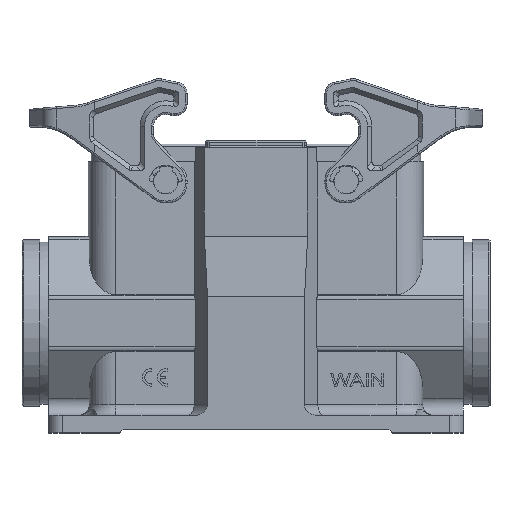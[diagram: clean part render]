
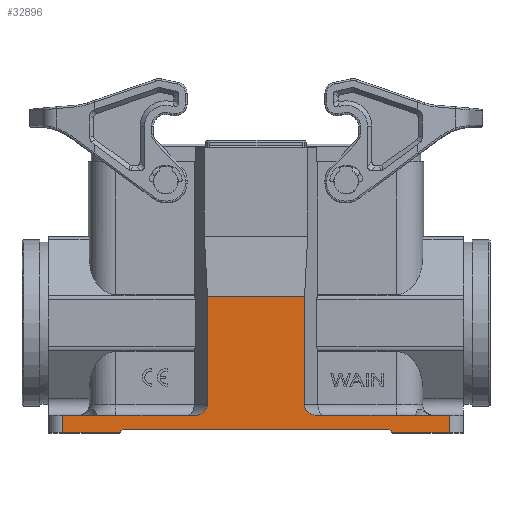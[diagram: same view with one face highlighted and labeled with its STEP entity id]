
A CAD part, top view. The second image highlights one B-rep face of the part: STEP entity #32896.
In plain terms, the highlighted planar face has unit normal (0, 0, 1).
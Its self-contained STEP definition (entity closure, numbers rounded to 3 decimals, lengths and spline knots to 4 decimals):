
#749=DIRECTION('',(-1.,0.,0.));
#750=VECTOR('',#749,2.9528);
#751=CARTESIAN_POINT('',(1.4862,-2.6811,1.122));
#752=LINE('',#751,#750);
#835=DIRECTION('',(-1.,0.,0.));
#836=VECTOR('',#835,0.6299);
#837=CARTESIAN_POINT('',(-1.5059,-2.7205,1.122));
#838=LINE('',#837,#836);
#891=DIRECTION('',(0.,1.,0.));
#892=VECTOR('',#891,0.1969);
#893=CARTESIAN_POINT('',(-2.1358,-2.7205,1.122));
#894=LINE('',#893,#892);
#933=DIRECTION('',(-1.,0.,0.));
#934=VECTOR('',#933,1.47);
#935=CARTESIAN_POINT('',(-0.6658,-2.5236,
1.122));
#936=LINE('',#935,#934);
#937=DIRECTION('',(0.,1.,0.));
#938=VECTOR('',#937,1.2008);
#939=CARTESIAN_POINT('',(0.5491,-2.4055,1.122));
#940=LINE('',#939,#938);
#941=DIRECTION('',(-1.,0.,0.));
#942=VECTOR('',#941,1.47);
#943=CARTESIAN_POINT('',(2.1555,-2.5236,1.122));
#944=LINE('',#943,#942);
#945=DIRECTION('',(0.707,-0.707,0.));
#946=VECTOR('',#945,0.0557);
#947=CARTESIAN_POINT('',(1.4862,-2.6811,1.122));
#948=LINE('',#947,#946);
#949=DIRECTION('',(0.707,0.707,0.));
#950=VECTOR('',#949,0.0557);
#951=CARTESIAN_POINT('',(-1.5059,-2.7205,1.122));
#952=LINE('',#951,#950);
#953=CARTESIAN_POINT('',(-0.6658,-2.5236,
1.122));
#954=CARTESIAN_POINT('',(-0.6621,-2.5236,
1.122));
#955=CARTESIAN_POINT('',(-0.6547,-2.5234,
1.122));
#956=CARTESIAN_POINT('',(-0.6437,-2.5222,
1.122));
#957=CARTESIAN_POINT('',(-0.6328,-2.5203,
1.122));
#958=CARTESIAN_POINT('',(-0.6223,-2.5176,
1.122));
#959=CARTESIAN_POINT('',(-0.6121,-2.5142,
1.122));
#960=CARTESIAN_POINT('',(-0.6024,-2.5102,
1.122));
#961=CARTESIAN_POINT('',(-0.5931,-2.5056,
1.122));
#962=CARTESIAN_POINT('',(-0.5844,-2.5004,
1.122));
#963=CARTESIAN_POINT('',(-0.5762,-2.4947,
1.122));
#964=CARTESIAN_POINT('',(-0.5687,-2.4886,
1.122));
#965=CARTESIAN_POINT('',(-0.5619,-2.4822,
1.122));
#966=CARTESIAN_POINT('',(-0.5556,-2.4753,
1.122));
#967=CARTESIAN_POINT('',(-0.5501,-2.4682,
1.122));
#968=CARTESIAN_POINT('',(-0.5452,-2.4608,
1.122));
#969=CARTESIAN_POINT('',(-0.5409,-2.4533,
1.122));
#970=CARTESIAN_POINT('',(-0.5374,-2.4455,
1.122));
#971=CARTESIAN_POINT('',(-0.5345,-2.4377,
1.122));
#972=CARTESIAN_POINT('',(-0.5322,-2.4297,
1.122));
#973=CARTESIAN_POINT('',(-0.5306,-2.4217,
1.122));
#974=CARTESIAN_POINT('',(-0.5296,-2.4136,
1.122));
#975=CARTESIAN_POINT('',(-0.5294,-2.4082,
1.122));
#976=CARTESIAN_POINT('',(-0.5294,-2.4055,
1.122));
#1247=DIRECTION('',(0.,1.,0.));
#1248=VECTOR('',#1247,1.2008);
#1249=CARTESIAN_POINT('',(-0.5294,-2.4055,
1.122));
#1250=LINE('',#1249,#1248);
#25739=DIRECTION('',(-1.,0.,0.));
#25740=VECTOR('',#25739,0.6299);
#25741=CARTESIAN_POINT('',(2.1555,-2.7205,
1.122));
#25742=LINE('',#25741,#25740);
#25889=DIRECTION('',(0.,-1.,0.));
#25890=VECTOR('',#25889,0.1969);
#25891=CARTESIAN_POINT('',(2.1555,-2.5236,
1.122));
#25892=LINE('',#25891,#25890);
#25964=CARTESIAN_POINT('',(0.5491,-2.4055,
1.122));
#25965=CARTESIAN_POINT('',(0.5491,-2.4082,
1.122));
#25966=CARTESIAN_POINT('',(0.5493,-2.4136,
1.122));
#25967=CARTESIAN_POINT('',(0.5503,-2.4217,
1.122));
#25968=CARTESIAN_POINT('',(0.5519,-2.4297,
1.122));
#25969=CARTESIAN_POINT('',(0.5541,-2.4377,
1.122));
#25970=CARTESIAN_POINT('',(0.5571,-2.4455,
1.122));
#25971=CARTESIAN_POINT('',(0.5606,-2.4533,
1.122));
#25972=CARTESIAN_POINT('',(0.5649,-2.4608,
1.122));
#25973=CARTESIAN_POINT('',(0.5697,-2.4682,
1.122));
#25974=CARTESIAN_POINT('',(0.5753,-2.4753,
1.122));
#25975=CARTESIAN_POINT('',(0.5816,-2.4822,
1.122));
#25976=CARTESIAN_POINT('',(0.5884,-2.4886,
1.122));
#25977=CARTESIAN_POINT('',(0.5959,-2.4947,
1.122));
#25978=CARTESIAN_POINT('',(0.6041,-2.5004,
1.122));
#25979=CARTESIAN_POINT('',(0.6128,-2.5056,
1.122));
#25980=CARTESIAN_POINT('',(0.622,-2.5102,
1.122));
#25981=CARTESIAN_POINT('',(0.6318,-2.5142,
1.122));
#25982=CARTESIAN_POINT('',(0.642,-2.5176,
1.122));
#25983=CARTESIAN_POINT('',(0.6525,-2.5203,
1.122));
#25984=CARTESIAN_POINT('',(0.6633,-2.5222,
1.122));
#25985=CARTESIAN_POINT('',(0.6744,-2.5234,
1.122));
#25986=CARTESIAN_POINT('',(0.6818,-2.5236,
1.122));
#25987=CARTESIAN_POINT('',(0.6855,-2.5236,
1.122));
#26009=DIRECTION('',(1.,0.,0.));
#26010=VECTOR('',#26009,1.0785);
#26011=CARTESIAN_POINT('',(-0.5294,-1.2047,
1.122));
#26012=LINE('',#26011,#26010);
#29372=CARTESIAN_POINT('',(1.5256,-2.7205,
1.122));
#29374=VERTEX_POINT('',#29372);
#29389=CARTESIAN_POINT('',(2.1555,-2.7205,
1.122));
#29390=VERTEX_POINT('',#29389);
#29401=CARTESIAN_POINT('',(-1.5059,-2.7205,
1.122));
#29402=VERTEX_POINT('',#29401);
#29403=CARTESIAN_POINT('',(-2.1358,-2.7205,
1.122));
#29404=VERTEX_POINT('',#29403);
#29413=CARTESIAN_POINT('',(-1.4665,-2.6811,
1.122));
#29414=VERTEX_POINT('',#29413);
#29495=CARTESIAN_POINT('',(-0.6658,-2.5236,
1.122));
#29496=CARTESIAN_POINT('',(-2.1358,-2.5236,
1.122));
#29497=VERTEX_POINT('',#29495);
#29498=VERTEX_POINT('',#29496);
#29507=CARTESIAN_POINT('',(2.1555,-2.5236,
1.122));
#29509=VERTEX_POINT('',#29507);
#29517=CARTESIAN_POINT('',(0.6855,-2.5236,
1.122));
#29518=VERTEX_POINT('',#29517);
#29596=CARTESIAN_POINT('',(-0.5294,-2.4055,
1.122));
#29597=VERTEX_POINT('',#29596);
#29598=CARTESIAN_POINT('',(-0.5294,-1.2047,
1.122));
#29599=VERTEX_POINT('',#29598);
#29723=CARTESIAN_POINT('',(0.5491,-2.4055,
1.122));
#29724=CARTESIAN_POINT('',(0.5491,-1.2047,
1.122));
#29725=VERTEX_POINT('',#29723);
#29726=VERTEX_POINT('',#29724);
#30089=CARTESIAN_POINT('',(1.4862,-2.6811,
1.122));
#30090=VERTEX_POINT('',#30089);
#32865=CARTESIAN_POINT('',(-2.2933,-4.4724,
1.122));
#32866=DIRECTION('',(0.,0.,1.));
#32867=DIRECTION('',(1.,0.,0.));
#32868=AXIS2_PLACEMENT_3D('',#32865,#32866,#32867);
#32869=PLANE('',#32868);
#32870=ORIENTED_EDGE('',*,*,#32771,.T.);
#32871=ORIENTED_EDGE('',*,*,#32828,.T.);
#32872=ORIENTED_EDGE('',*,*,#32838,.F.);
#32874=ORIENTED_EDGE('',*,*,#32873,.T.);
#32876=ORIENTED_EDGE('',*,*,#32875,.T.);
#32878=ORIENTED_EDGE('',*,*,#32877,.T.);
#32880=ORIENTED_EDGE('',*,*,#32879,.F.);
#32882=ORIENTED_EDGE('',*,*,#32881,.T.);
#32884=ORIENTED_EDGE('',*,*,#32883,.F.);
#32886=ORIENTED_EDGE('',*,*,#32885,.T.);
#32888=ORIENTED_EDGE('',*,*,#32887,.T.);
#32890=ORIENTED_EDGE('',*,*,#32889,.F.);
#32891=ORIENTED_EDGE('',*,*,#32661,.T.);
#32893=ORIENTED_EDGE('',*,*,#32892,.F.);
#32894=EDGE_LOOP('',(#32870,#32871,#32872,#32874,#32876,#32878,#32880,#32882,
#32884,#32886,#32888,#32890,#32891,#32893));
#32895=FACE_OUTER_BOUND('',#32894,.F.);
#32896=ADVANCED_FACE('',(#32895),#32869,.T.);
#977=B_SPLINE_CURVE_WITH_KNOTS('',3,(#953,#954,#955,#956,#957,#958,#959,#960,
#961,#962,#963,#964,#965,#966,#967,#968,#969,#970,#971,#972,#973,#974,#975,
#976),.UNSPECIFIED.,.F.,.F.,(4,1,1,1,1,1,1,1,1,1,1,1,1,1,1,1,1,1,1,1,1,4),(0.,
0.0476,0.0952,0.1429,0.1905,
0.2381,0.2857,0.3333,0.381,
0.4286,0.4762,0.5238,0.5714,
0.619,0.6667,0.7143,0.7619,
0.8095,0.8571,0.9048,0.9524,1.),
.UNSPECIFIED.);
#25988=B_SPLINE_CURVE_WITH_KNOTS('',3,(#25964,#25965,#25966,#25967,#25968,
#25969,#25970,#25971,#25972,#25973,#25974,#25975,#25976,#25977,#25978,#25979,
#25980,#25981,#25982,#25983,#25984,#25985,#25986,#25987),.UNSPECIFIED.,.F.,.F.,(
4,1,1,1,1,1,1,1,1,1,1,1,1,1,1,1,1,1,1,1,1,4),(0.,0.0476,
0.0952,0.1429,0.1905,0.2381,
0.2857,0.3333,0.381,0.4286,
0.4762,0.5238,0.5714,0.619,
0.6667,0.7143,0.7619,0.8095,
0.8571,0.9048,0.9524,1.),.UNSPECIFIED.);
#32661=EDGE_CURVE('',#30090,#29414,#752,.T.);
#32771=EDGE_CURVE('',#29402,#29404,#838,.T.);
#32828=EDGE_CURVE('',#29404,#29498,#894,.T.);
#32838=EDGE_CURVE('',#29497,#29498,#936,.T.);
#32873=EDGE_CURVE('',#29497,#29597,#977,.T.);
#32875=EDGE_CURVE('',#29597,#29599,#1250,.T.);
#32877=EDGE_CURVE('',#29599,#29726,#26012,.T.);
#32879=EDGE_CURVE('',#29725,#29726,#940,.T.);
#32881=EDGE_CURVE('',#29725,#29518,#25988,.T.);
#32883=EDGE_CURVE('',#29509,#29518,#944,.T.);
#32885=EDGE_CURVE('',#29509,#29390,#25892,.T.);
#32887=EDGE_CURVE('',#29390,#29374,#25742,.T.);
#32889=EDGE_CURVE('',#30090,#29374,#948,.T.);
#32892=EDGE_CURVE('',#29402,#29414,#952,.T.);
